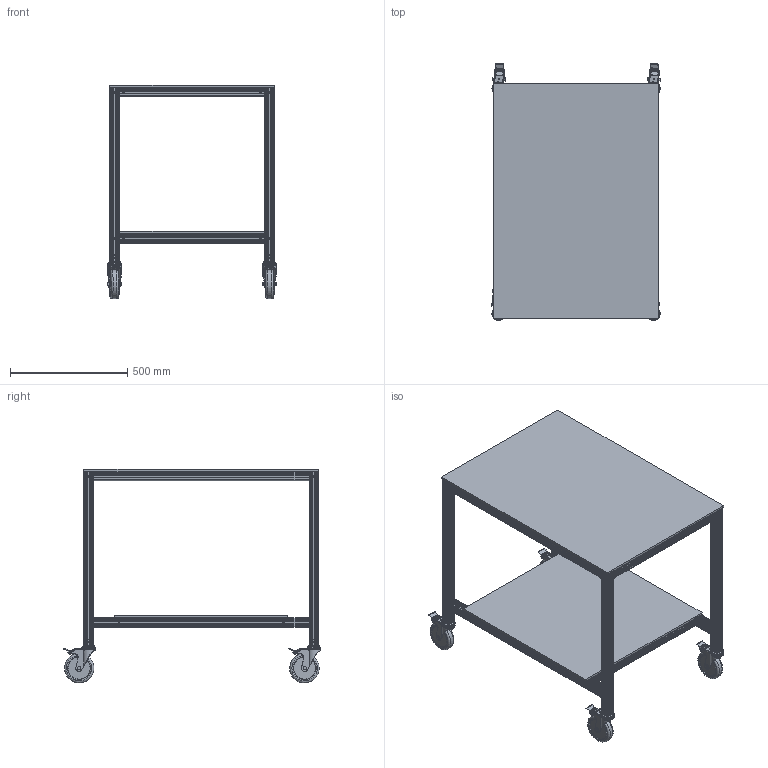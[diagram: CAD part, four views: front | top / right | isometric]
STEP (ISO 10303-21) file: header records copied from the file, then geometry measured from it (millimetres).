
FILE_DESCRIPTION(('STEP AP214'),'1');
FILE_NAME('ERGO08E6537.stp','2025-05-22T08:28:45',(' '),(' '),'Spatial InterOp 3D',' ',' ');
FILE_SCHEMA(('AUTOMOTIVE_DESIGN { 1 0 10303 214 1 1 1 1 }'));
Length unit declared in the file: millimetre
Products named in the file (36): PanneauCompletEnApplique; Stratifié compact 10mm, blanc; Table roulante; Fixation standard 8 40 Zn ESD; Vis BHC - M8x20; agrafe 8-40; Profilé 8 40x40 léger; Roulette pivotante D125, à blocage; flasque; roue pour roulette; axe; ecrou; corps; Kit roulette pivotante D125 à blocage - vis seule; Vis FHC - M12x30; ERGO08E6537
Assembly tree (58 placements, depth 5):
  ERGO08E6537
    Table roulante
      PanneauCompletEnApplique
        Stratifié compact 10mm, blanc
      Fixation standard 8 40 Zn ESD  x16
        Vis BHC - M8x20
        agrafe 8-40
      Profilé 8 40x40 léger  x2
      Kit roulette pivotante D125 à blocage - vis seule
        Roulette pivotante D125, à blocage
          flasque  x2
          roue pour roulette
          axe
          ecrou
          corps
        Kit roulette pivotante D125 à blocage - vis seule
          Vis FHC - M12x30
      Kit roulette pivotante D125 à blocage - vis seule
        Roulette pivotante D125, à blocage
          flasque  x2
          roue pour roulette
          axe
          ecrou
          corps
        Kit roulette pivotante D125 à blocage - vis seule
          Vis FHC - M12x30
      Kit roulette pivotante D125 à blocage - vis seule
        Roulette pivotante D125, à blocage
          flasque  x2
          roue pour roulette
          axe
          ecrou
          corps
        Kit roulette pivotante D125 à blocage - vis seule
          Vis FHC - M12x30
      Kit roulette pivotante D125 à blocage - vis seule
        Roulette pivotante D125, à blocage
          flasque  x2
          roue pour roulette
          axe
          ecrou
          corps
        Kit roulette pivotante D125 à blocage - vis seule
          Vis FHC - M12x30
      PanneauCompletEnApplique
        Stratifié compact 10mm, blanc
      Profilé 8 40x40 léger
      Profilé 8 40x40 léger
      Profilé 8 40x40 léger
      Profilé 8 40x40 léger
      Profilé 8 40x40 léger
      Profilé 8 40x40 léger
      Profilé 8 40x40 léger
      Profilé 8 40x40 léger
      Profilé 8 40x40 léger
      Profilé 8 40x40 léger
      Profilé 8 40x40 léger
Bounding box: 719.88 x 1095.28 x 910.82 mm (x, y, z)
Volume: 19972515.2 mm3; surface area: 7534941.7 mm2
Topology: 75 solids, 75 shells, 5787 faces, 16162 edges, 10651 vertices
Faces by surface type: plane 3350, cylinder 2081, cone 204, torus 136, sphere 16
Full cylindrical faces by diameter (mm): 6.647 x4, 6.78 x25, 6.8 x32, 7 x24, 8 x36, 8.5 x8, 9 x16, 10.2 x8, 12 x8, 12.4 x4, 13 x8, 20 x8, 20.45 x4, 22 x8, 23.12 x4, 29 x4, 57 x4, 94 x8, 96 x8, 125 x4
Entity records: 109551 total; most frequent: CARTESIAN_POINT 16648, DIRECTION 14204, ORIENTED_EDGE 13880, EDGE_CURVE 6940, AXIS2_PLACEMENT_3D 4885, VERTEX_POINT 4683, LINE 4434, VECTOR 4434
